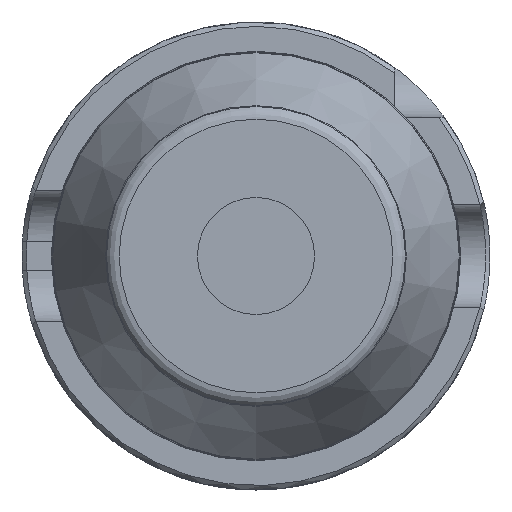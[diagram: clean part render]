
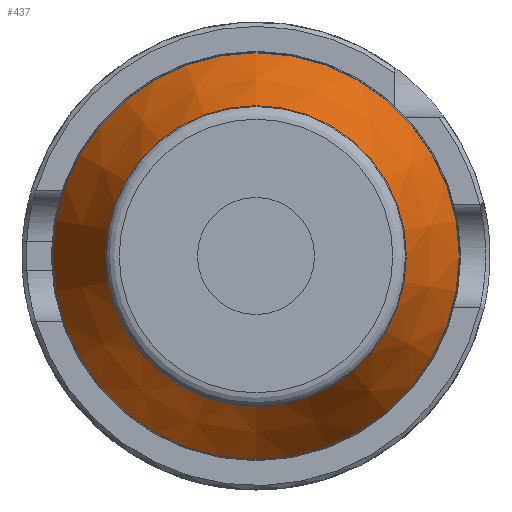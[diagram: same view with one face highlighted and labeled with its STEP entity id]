
A CAD part, left-side view. The second image highlights one B-rep face of the part: STEP entity #437.
In plain terms, the highlighted conical face has half-angle 25 degrees and reference radius 13.898 mm.
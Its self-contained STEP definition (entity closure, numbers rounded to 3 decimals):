
#90=CONICAL_SURFACE('',#1650,13.898,25.);
#341=FACE_BOUND('',#647,.T.);
#342=FACE_BOUND('',#648,.T.);
#437=ADVANCED_FACE('',(#341,#342),#90,.T.);
#647=EDGE_LOOP('',(#1063));
#648=EDGE_LOOP('',(#1064));
#1063=ORIENTED_EDGE('',*,*,#1427,.T.);
#1064=ORIENTED_EDGE('',*,*,#1426,.F.);
#1218=VERTEX_POINT('',#3098);
#1219=VERTEX_POINT('',#3101);
#1426=EDGE_CURVE('',#1218,#1218,#1492,.T.);
#1427=EDGE_CURVE('',#1219,#1219,#1493,.T.);
#1492=CIRCLE('',#1647,13.898);
#1493=CIRCLE('',#1649,10.28);
#1647=AXIS2_PLACEMENT_3D('',#3097,#2010,#2011);
#1649=AXIS2_PLACEMENT_3D('',#3100,#2014,#2015);
#1650=AXIS2_PLACEMENT_3D('',#3102,#2016,#2017);
#2010=DIRECTION('',(1.,0.,0.));
#2011=DIRECTION('',(0.,0.,1.));
#2014=DIRECTION('',(1.,0.,0.));
#2015=DIRECTION('',(0.,0.,1.));
#2016=DIRECTION('',(1.,0.,0.));
#2017=DIRECTION('',(0.,0.,-1.));
#3097=CARTESIAN_POINT('',(8.36,0.,0.));
#3098=CARTESIAN_POINT('',(8.36,0.,13.898));
#3100=CARTESIAN_POINT('',(0.6,0.,0.));
#3101=CARTESIAN_POINT('',(0.6,0.,10.28));
#3102=CARTESIAN_POINT('',(8.36,0.,0.));
